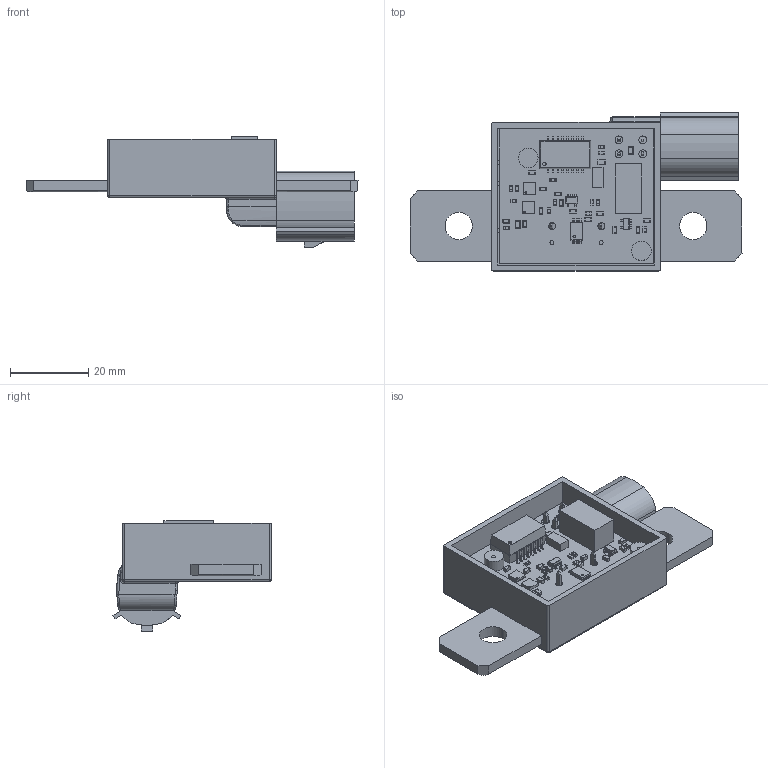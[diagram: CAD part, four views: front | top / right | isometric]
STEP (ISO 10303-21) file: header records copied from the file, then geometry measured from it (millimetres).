
FILE_DESCRIPTION(('Open CASCADE Model'),'2;1');
FILE_NAME('Open CASCADE Shape Model','2017-11-01T00:08:55',('Author'),( 'Open CASCADE'),'Open CASCADE STEP processor 6.8','Open CASCADE 6.8' ,'Unknown');
FILE_SCHEMA(('AUTOMOTIVE_DESIGN { 1 0 10303 214 1 1 1 1 }'));
Length unit declared in the file: millimetre
Products named in the file (158): PCB; BoardBMS_Current_Sense; R3BMS_Current_Sense; 736452960; Mid_Body; Terminal; Open_CASCADE_STEP_translator_6.8_1.2.1; Mark; R2BMS_Current_Sense; 736445920; R1BMS_Current_Sense; 736440544; C11BMS_Current_Sense; 736439008; Open_CASCADE_STEP_translator_6.8_1.1.1; Open_CASCADE_STEP_translator_6.8_1.1.2; C9BMS_Current_Sense; C5BMS_Current_Sense; C1BMS_Current_Sense; 736451552; Open_CASCADE_STEP_translator_6.8_2.1.1; Open_CASCADE_STEP_translator_6.8_2.1.2; Open_CASCADE_STEP_translator_6.8_2.2.1; C2BMS_Current_Sense; C3BMS_Current_Sense; 736445664; C4BMS_Current_Sense; C6BMS_Current_Sense; 736436960; C7BMS_Current_Sense; 736449888; C10BMS_Current_Sense; C13BMS_Current_Sense; C12BMS_Current_Sense; 736451424; C14BMS_Current_Sense; C8BMS_Current_Sense; 736435040; C15BMS_Current_Sense; C16BMS_Current_Sense ...
Assembly tree (226 placements, depth 5):
  PCB
    BoardBMS_Current_Sense
    R3BMS_Current_Sense
      736452960
        Mid_Body
        Terminal  x2
          Open_CASCADE_STEP_translator_6.8_1.2.1
        Mark
    R2BMS_Current_Sense
      736445920
        Mid_Body
        Terminal  x2
          Open_CASCADE_STEP_translator_6.8_1.2.1
        Mark
    R1BMS_Current_Sense
      736440544
        Mid_Body
        Terminal  x2
          Open_CASCADE_STEP_translator_6.8_1.2.1
        Mark
    C11BMS_Current_Sense
      736439008
        Terminal
          Open_CASCADE_STEP_translator_6.8_1.1.1
          Open_CASCADE_STEP_translator_6.8_1.1.2
        Mid_Body
          Open_CASCADE_STEP_translator_6.8_1.2.1
    C9BMS_Current_Sense
      736439008
        Terminal
          Open_CASCADE_STEP_translator_6.8_1.1.1
          Open_CASCADE_STEP_translator_6.8_1.1.2
        Mid_Body
          Open_CASCADE_STEP_translator_6.8_1.2.1
    C5BMS_Current_Sense
      736439008
        Terminal
          Open_CASCADE_STEP_translator_6.8_1.1.1
          Open_CASCADE_STEP_translator_6.8_1.1.2
        Mid_Body
          Open_CASCADE_STEP_translator_6.8_1.2.1
    C1BMS_Current_Sense
      736451552
        Terminal
          Open_CASCADE_STEP_translator_6.8_2.1.1
          Open_CASCADE_STEP_translator_6.8_2.1.2
        Mid_Body
          Open_CASCADE_STEP_translator_6.8_2.2.1
    C2BMS_Current_Sense
      736439008
        Terminal
          Open_CASCADE_STEP_translator_6.8_1.1.1
          Open_CASCADE_STEP_translator_6.8_1.1.2
        Mid_Body
          Open_CASCADE_STEP_translator_6.8_1.2.1
    C3BMS_Current_Sense
      736445664
        Terminal
          Open_CASCADE_STEP_translator_6.8_1.1.1
          Open_CASCADE_STEP_translator_6.8_1.1.2
Bounding box: 84.99 x 40.49 x 28.29 mm (x, y, z)
Volume: 20333.6 mm3; surface area: 21323.8 mm2
Topology: 169 solids, 172 shells, 3060 faces, 7015 edges, 4149 vertices
Faces by surface type: plane 2150, cylinder 680, sphere 160, bspline 48, cone 13, torus 9
Full cylindrical faces by diameter (mm): 0.388 x2, 0.6 x1, 0.9 x1, 1.02 x2, 1.8 x2, 2 x4, 2.6 x2, 5 x2
Entity records: 51701 total; most frequent: CARTESIAN_POINT 10747, DIRECTION 7982, ORIENTED_EDGE 7599, EDGE_CURVE 3801, LINE 2884, VECTOR 2884, AXIS2_PLACEMENT_3D 2549, VERTEX_POINT 2351
